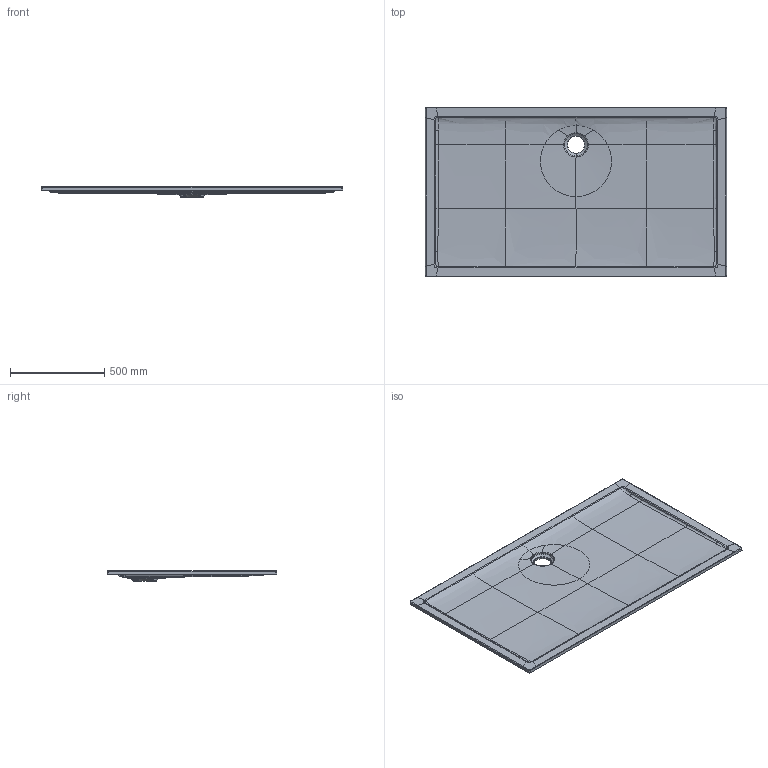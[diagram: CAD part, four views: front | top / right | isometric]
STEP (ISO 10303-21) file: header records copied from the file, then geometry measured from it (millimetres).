
FILE_DESCRIPTION((''),'2;1');
FILE_NAME('V3P1009-003','2015-07-07T',('hegemanc'),('Villeroy & Boch Wellness bv'),'CREO PARAMETRIC BY PTC INC, 2014440','CREO PARAMETRIC BY PTC INC, 2014440','');
FILE_SCHEMA(('CONFIG_CONTROL_DESIGN'));
Length unit declared in the file: millimetre
Products named in the file (1): V3P1009-003
Bounding box: 1599.79 x 899.79 x 54.71 mm (x, y, z)
Volume: 23546424.5 mm3; surface area: 2992854.3 mm2
Topology: 1 solids, 1 shells, 388 faces, 925 edges, 541 vertices
Faces by surface type: bspline 292, extrusion 24, plane 24, cylinder 16, cone 12, torus 10, sphere 8, revolution 2
Entity records: 23331 total; most frequent: CARTESIAN_POINT 16581, ORIENTED_EDGE 1850, EDGE_CURVE 925, B_SPLINE_CURVE_WITH_KNOTS 676, DIRECTION 610, VERTEX_POINT 541, EDGE_LOOP 392, FACE_OUTER_BOUND 388
